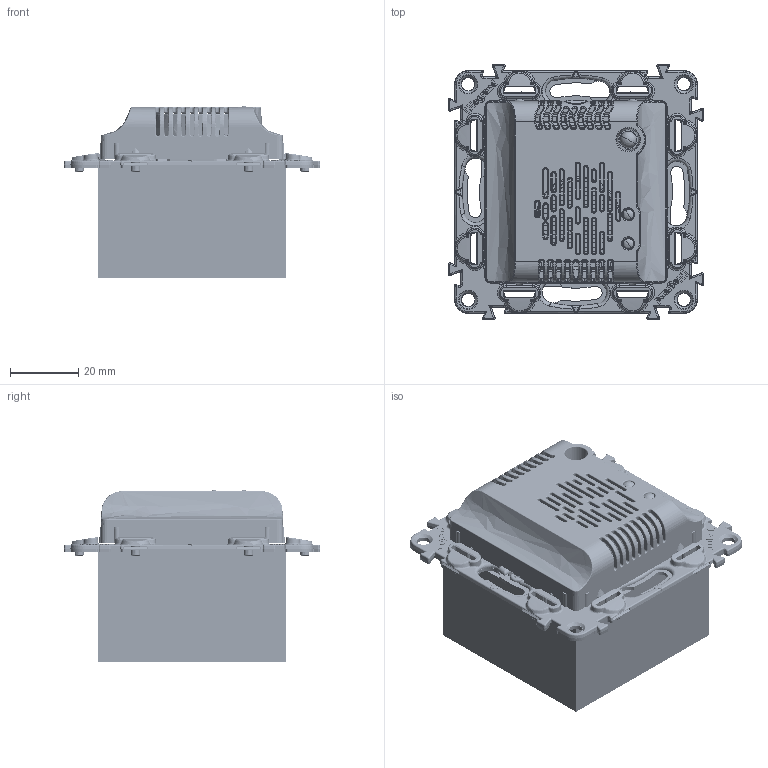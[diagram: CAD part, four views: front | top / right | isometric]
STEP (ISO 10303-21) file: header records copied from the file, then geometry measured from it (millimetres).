
FILE_DESCRIPTION(('CATIA V5 STEP Exchange','CAx-IF Rec.Pracs.--- Model Styling and Organization---1.4--- 2014-01-23'),'2;1');
FILE_NAME('752136_AllCATPart.stp','2020-02-13T09:43:42+00:00',('none'),('none'),'CATIA Version 5-6 Release 2017 SP3','CATIA V5 STEP AP214','none');
FILE_SCHEMA(('AUTOMOTIVE_DESIGN { 1 0 10303 214 1 1 1 1 }'));
Products named in the file (1): 752136_AllCATPart
Bounding box: 74.7 x 74.7 x 50.08 mm (x, y, z)
Volume: 115805.9 mm3; surface area: 40053 mm2
Topology: 1 solids, 3 shells, 8473 faces, 24333 edges, 15785 vertices
Faces by surface type: plane 6288, cylinder 799, bspline 789, cone 319, torus 206, sphere 60, extrusion 12
Entity records: 347140 total; most frequent: CARTESIAN_POINT 135789, ORIENTED_EDGE 48470, DIRECTION 31914, EDGE_CURVE 24235, VECTOR 16869, LINE 16857, VERTEX_POINT 15785, EDGE_LOOP 8758
